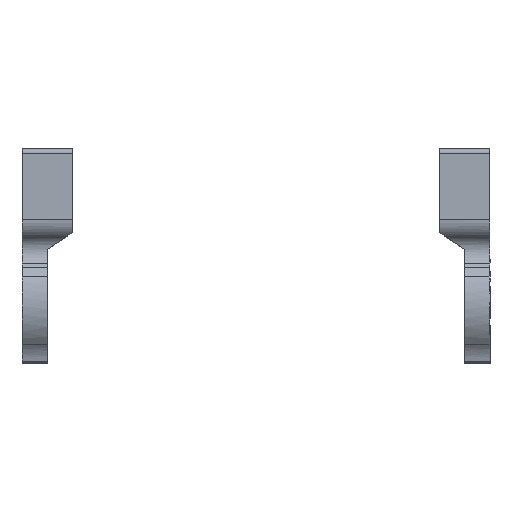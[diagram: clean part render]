
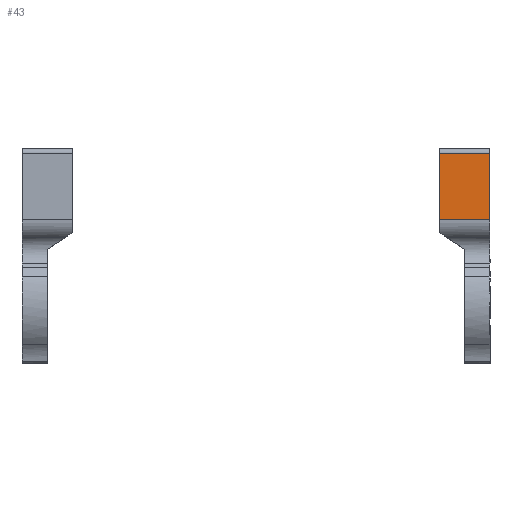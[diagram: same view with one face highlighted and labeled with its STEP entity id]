
A CAD part, top view. The second image highlights one B-rep face of the part: STEP entity #43.
In plain terms, the highlighted planar face has unit normal (0, 0, 1).
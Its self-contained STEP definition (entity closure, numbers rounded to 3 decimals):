
#43=ADVANCED_FACE('',(#123),#1331,.T.);
#123=FACE_OUTER_BOUND('',#203,.T.);
#203=EDGE_LOOP('',(#366,#367,#368,#369));
#366=ORIENTED_EDGE('',*,*,#778,.T.);
#367=ORIENTED_EDGE('',*,*,#782,.T.);
#368=ORIENTED_EDGE('',*,*,#781,.F.);
#369=ORIENTED_EDGE('',*,*,#780,.F.);
#778=EDGE_CURVE('',#1208,#1209,#1016,.T.);
#780=EDGE_CURVE('',#1208,#1210,#1018,.T.);
#781=EDGE_CURVE('',#1210,#1211,#1019,.T.);
#782=EDGE_CURVE('',#1209,#1211,#1020,.T.);
#1016=(
BOUNDED_CURVE()
B_SPLINE_CURVE(1,(#1956,#1957),.UNSPECIFIED.,.F.,.F.)
B_SPLINE_CURVE_WITH_KNOTS((2,2),(0.,12.),.UNSPECIFIED.)
CURVE()
GEOMETRIC_REPRESENTATION_ITEM()
RATIONAL_B_SPLINE_CURVE((1.,1.))
REPRESENTATION_ITEM('')
);
#1018=(
BOUNDED_CURVE()
B_SPLINE_CURVE(2,(#1961,#1962,#1963),.UNSPECIFIED.,.F.,.F.)
B_SPLINE_CURVE_WITH_KNOTS((3,3),(-586.544,-577.401),
 .UNSPECIFIED.)
CURVE()
GEOMETRIC_REPRESENTATION_ITEM()
RATIONAL_B_SPLINE_CURVE((1.,1.,1.))
REPRESENTATION_ITEM('')
);
#1019=(
BOUNDED_CURVE()
B_SPLINE_CURVE(1,(#1964,#1965),.UNSPECIFIED.,.F.,.F.)
B_SPLINE_CURVE_WITH_KNOTS((2,2),(0.,12.),.UNSPECIFIED.)
CURVE()
GEOMETRIC_REPRESENTATION_ITEM()
RATIONAL_B_SPLINE_CURVE((1.,1.))
REPRESENTATION_ITEM('')
);
#1020=(
BOUNDED_CURVE()
B_SPLINE_CURVE(2,(#1966,#1967,#1968),.UNSPECIFIED.,.F.,.F.)
B_SPLINE_CURVE_WITH_KNOTS((3,3),(-586.544,-577.401),
 .UNSPECIFIED.)
CURVE()
GEOMETRIC_REPRESENTATION_ITEM()
RATIONAL_B_SPLINE_CURVE((1.,1.,1.))
REPRESENTATION_ITEM('')
);
#1208=VERTEX_POINT('',#1739);
#1209=VERTEX_POINT('',#1740);
#1210=VERTEX_POINT('',#1741);
#1211=VERTEX_POINT('',#1742);
#1331=PLANE('',#1515);
#1515=AXIS2_PLACEMENT_3D('',#1677,#1596,$);
#1596=DIRECTION('',(0.,0.,1.));
#1677=CARTESIAN_POINT('',(56.,73.,-45.));
#1739=CARTESIAN_POINT('',(56.,73.,-45.));
#1740=CARTESIAN_POINT('',(44.,73.,-45.));
#1741=CARTESIAN_POINT('',(56.,57.129,-45.));
#1742=CARTESIAN_POINT('',(44.,57.129,-45.));
#1956=CARTESIAN_POINT('',(56.,73.,-45.));
#1957=CARTESIAN_POINT('',(44.,73.,-45.));
#1961=CARTESIAN_POINT('',(56.,73.,-45.));
#1962=CARTESIAN_POINT('',(56.,65.064,-45.));
#1963=CARTESIAN_POINT('',(56.,57.129,-45.));
#1964=CARTESIAN_POINT('',(56.,57.129,-45.));
#1965=CARTESIAN_POINT('',(44.,57.129,-45.));
#1966=CARTESIAN_POINT('',(44.,73.,-45.));
#1967=CARTESIAN_POINT('',(44.,65.064,-45.));
#1968=CARTESIAN_POINT('',(44.,57.129,-45.));
